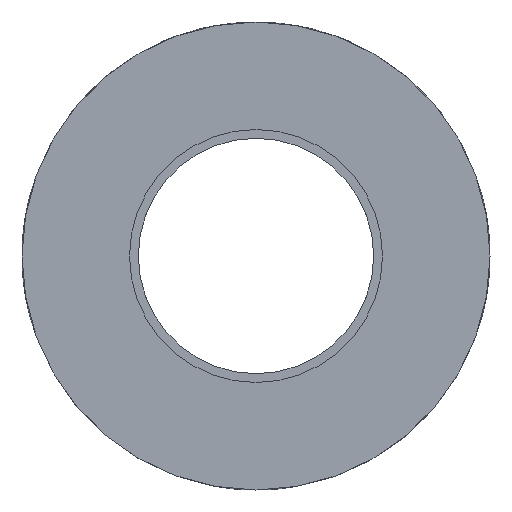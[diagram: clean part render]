
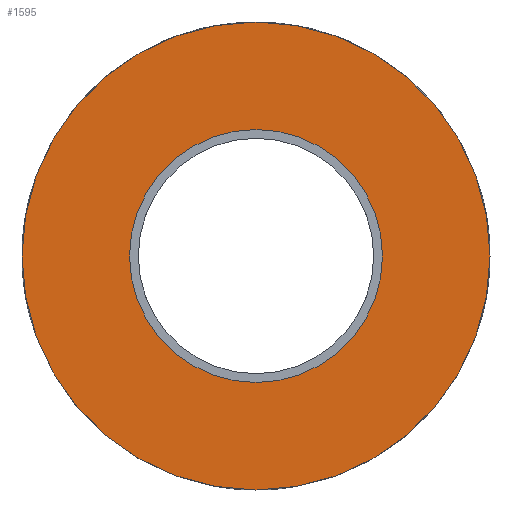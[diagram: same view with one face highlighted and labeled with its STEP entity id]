
A CAD part, front view. The second image highlights one B-rep face of the part: STEP entity #1595.
In plain terms, the highlighted planar face has unit normal (0, -1, 0).
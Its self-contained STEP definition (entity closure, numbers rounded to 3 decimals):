
#25=FACE_BOUND('',#244,.T.);
#83=PLANE('',#1732);
#158=FACE_OUTER_BOUND('',#243,.T.);
#243=EDGE_LOOP('',(#1495));
#244=EDGE_LOOP('',(#1496));
#632=CIRCLE('',#1700,23.125);
#636=CIRCLE('',#1724,12.5);
#780=VERTEX_POINT('',#2908);
#788=VERTEX_POINT('',#3014);
#993=EDGE_CURVE('',#780,#780,#632,.T.);
#1017=EDGE_CURVE('',#788,#788,#636,.T.);
#1495=ORIENTED_EDGE('',*,*,#993,.T.);
#1496=ORIENTED_EDGE('',*,*,#1017,.T.);
#1595=ADVANCED_FACE('',(#158,#25),#83,.F.);
#1700=AXIS2_PLACEMENT_3D('',#2910,#2036,#2037);
#1724=AXIS2_PLACEMENT_3D('',#3015,#2100,#2101);
#1732=AXIS2_PLACEMENT_3D('',#3112,#2123,#2124);
#2036=DIRECTION('center_axis',(0.,-1.,0.));
#2037=DIRECTION('ref_axis',(1.,0.,0.));
#2100=DIRECTION('center_axis',(0.,1.,0.));
#2101=DIRECTION('ref_axis',(-1.,0.,0.));
#2123=DIRECTION('center_axis',(0.,1.,0.));
#2124=DIRECTION('ref_axis',(0.,0.,1.));
#2908=CARTESIAN_POINT('',(-23.125,0.,0.));
#2910=CARTESIAN_POINT('Origin',(0.,0.,0.));
#3014=CARTESIAN_POINT('',(12.5,0.,0.));
#3015=CARTESIAN_POINT('Origin',(0.,0.,0.));
#3112=CARTESIAN_POINT('Origin',(0.,0.,0.));
